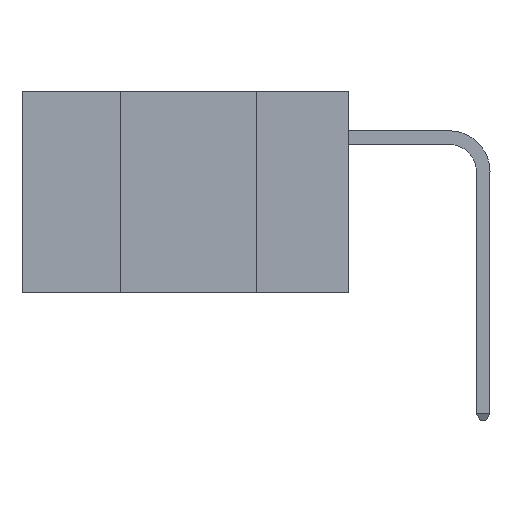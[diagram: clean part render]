
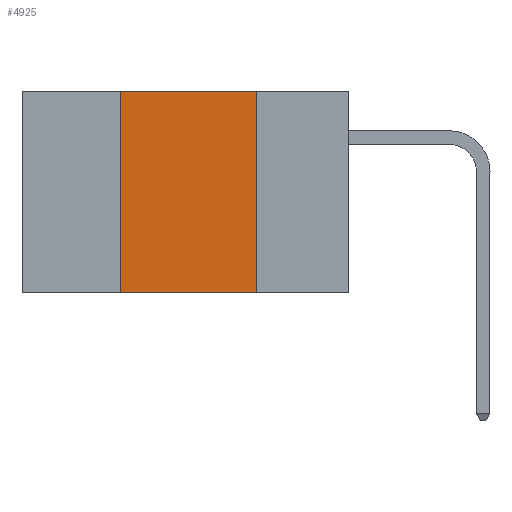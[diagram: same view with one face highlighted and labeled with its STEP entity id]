
A CAD part, left-side view. The second image highlights one B-rep face of the part: STEP entity #4925.
In plain terms, the highlighted planar face has unit normal (-1, 0, 0).
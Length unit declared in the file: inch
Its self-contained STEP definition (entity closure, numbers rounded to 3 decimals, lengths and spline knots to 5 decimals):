
#829 = DIRECTION ( 'NONE',  ( 1., 0., 0. ) ) ;
#1649 = VERTEX_POINT ( 'NONE', #10208 ) ;
#1743 = CARTESIAN_POINT ( 'NONE',  ( 0., 0.6, 0. ) ) ;
#2030 = CARTESIAN_POINT ( 'NONE',  ( 0., 0.6, 0. ) ) ;
#2198 = LINE ( 'NONE', #11410, #6822 ) ;
#2320 = DIRECTION ( 'NONE',  ( 0., 0., -1. ) ) ;
#2946 = CARTESIAN_POINT ( 'NONE',  ( 0., 0.42, -0.37 ) ) ;
#3817 = VECTOR ( 'NONE', #8098, 39.37008 ) ;
#3973 = VERTEX_POINT ( 'NONE', #9343 ) ;
#4007 = PLANE ( 'NONE',  #10653 ) ;
#4027 = EDGE_LOOP ( 'NONE', ( #4526, #5107, #5726, #7300 ) ) ;
#4197 = CARTESIAN_POINT ( 'NONE',  ( 0., 0.42, 0. ) ) ;
#4526 = ORIENTED_EDGE ( 'NONE', *, *, #8895, .F. ) ;
#4577 = LINE ( 'NONE', #2030, #7219 ) ;
#4828 = CARTESIAN_POINT ( 'NONE',  ( 0., 0.17, 0. ) ) ;
#4925 = ADVANCED_FACE ( 'NONE', ( #8909 ), #4007, .F. ) ;
#4941 = VERTEX_POINT ( 'NONE', #2946 ) ;
#5107 = ORIENTED_EDGE ( 'NONE', *, *, #12572, .F. ) ;
#5726 = ORIENTED_EDGE ( 'NONE', *, *, #9199, .F. ) ;
#6595 = VERTEX_POINT ( 'NONE', #4828 ) ;
#6822 = VECTOR ( 'NONE', #6905, 39.37008 ) ;
#6905 = DIRECTION ( 'NONE',  ( 0., -1., 0. ) ) ;
#7219 = VECTOR ( 'NONE', #9060, 39.37008 ) ;
#7300 = ORIENTED_EDGE ( 'NONE', *, *, #9719, .T. ) ;
#7959 = DIRECTION ( 'NONE',  ( 0., 0., -1. ) ) ;
#8098 = DIRECTION ( 'NONE',  ( 0., 0., 1. ) ) ;
#8719 = LINE ( 'NONE', #10206, #12312 ) ;
#8895 = EDGE_CURVE ( 'NONE', #6595, #1649, #8719, .T. ) ;
#8909 = FACE_OUTER_BOUND ( 'NONE', #4027, .T. ) ;
#9060 = DIRECTION ( 'NONE',  ( 0., -1., 0. ) ) ;
#9199 = EDGE_CURVE ( 'NONE', #4941, #3973, #11327, .T. ) ;
#9343 = CARTESIAN_POINT ( 'NONE',  ( 0., 0.42, 0. ) ) ;
#9719 = EDGE_CURVE ( 'NONE', #4941, #1649, #2198, .T. ) ;
#10206 = CARTESIAN_POINT ( 'NONE',  ( 0., 0.17, 0. ) ) ;
#10208 = CARTESIAN_POINT ( 'NONE',  ( 0., 0.17, -0.37 ) ) ;
#10653 = AXIS2_PLACEMENT_3D ( 'NONE', #1743, #829, #7959 ) ;
#11327 = LINE ( 'NONE', #4197, #3817 ) ;
#11410 = CARTESIAN_POINT ( 'NONE',  ( 0., 0.6, -0.37 ) ) ;
#12312 = VECTOR ( 'NONE', #2320, 39.37008 ) ;
#12572 = EDGE_CURVE ( 'NONE', #3973, #6595, #4577, .T. ) ;
